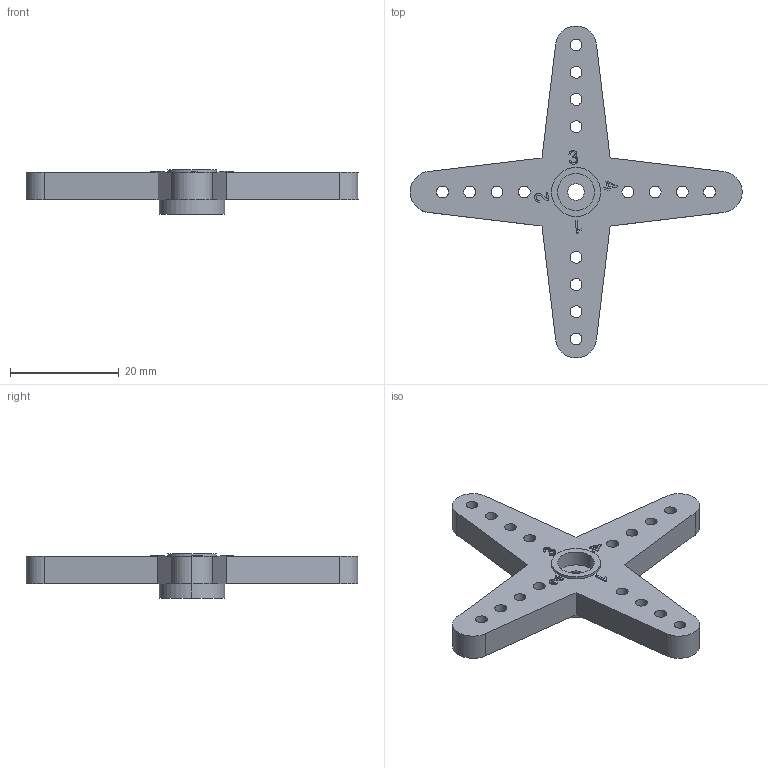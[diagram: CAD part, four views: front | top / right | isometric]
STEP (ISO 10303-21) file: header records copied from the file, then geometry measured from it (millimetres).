
FILE_DESCRIPTION (( 'STEP AP214' ), '1' );
FILE_NAME ('HS-805 Servo Horn A.STEP', '2016-12-05T00:15:11', ( '' ), ( '' ), 'SwSTEP 2.0', 'SolidWorks 2016', '' );
FILE_SCHEMA (( 'AUTOMOTIVE_DESIGN' ));
Length unit declared in the file: millimetre
Products named in the file (1): HS-805 Servo Horn A
Bounding box: 60.99 x 60.97 x 8.2 mm (x, y, z)
Volume: 5086.8 mm3; surface area: 3940.1 mm2
Topology: 1 solids, 1 shells, 160 faces, 447 edges, 298 vertices
Faces by surface type: plane 75, cylinder 60, bspline 25
Entity records: 6583 total; most frequent: CARTESIAN_POINT 2411, ORIENTED_EDGE 894, DIRECTION 789, EDGE_CURVE 447, VERTEX_POINT 298, VECTOR 277, LINE 277, AXIS2_PLACEMENT_3D 256
